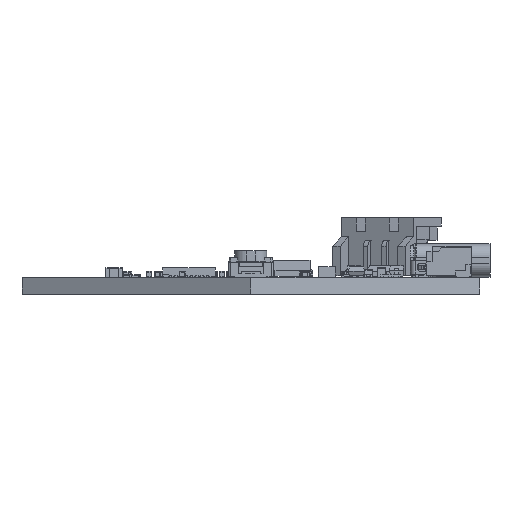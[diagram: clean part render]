
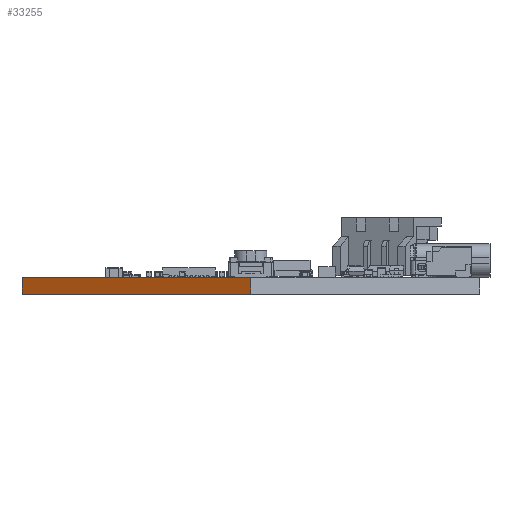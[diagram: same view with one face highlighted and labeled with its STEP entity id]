
A CAD part, left-side view. The second image highlights one B-rep face of the part: STEP entity #33255.
In plain terms, the highlighted planar face has unit normal (-0.866, 0.5, 0).
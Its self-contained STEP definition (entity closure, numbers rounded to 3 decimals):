
#220 = VECTOR ( 'NONE', #52496, 1000. ) ;
#1021 = EDGE_CURVE ( 'NONE', #65512, #62111, #16776, .T. ) ;
#3212 = EDGE_CURVE ( 'NONE', #65512, #22080, #78646, .T. ) ;
#3416 = VECTOR ( 'NONE', #64079, 1000. ) ;
#4840 = ORIENTED_EDGE ( 'NONE', *, *, #69314, .T. ) ;
#12979 = FACE_OUTER_BOUND ( 'NONE', #97698, .T. ) ;
#16776 = LINE ( 'NONE', #26406, #17290 ) ;
#17290 = VECTOR ( 'NONE', #77599, 1000. ) ;
#18273 = VERTEX_POINT ( 'NONE', #42045 ) ;
#18415 = CARTESIAN_POINT ( 'NONE',  ( -12.5, 21.651, 0. ) ) ;
#19699 = DIRECTION ( 'NONE',  ( 0., 0., -1. ) ) ;
#22080 = VERTEX_POINT ( 'NONE', #18415 ) ;
#23080 = CARTESIAN_POINT ( 'NONE',  ( -12.5, 21.651, 0. ) ) ;
#26406 = CARTESIAN_POINT ( 'NONE',  ( 0., 43.301, 0. ) ) ;
#33255 = ADVANCED_FACE ( 'NONE', ( #12979 ), #50123, .F. ) ;
#34613 = VECTOR ( 'NONE', #47724, 1000. ) ;
#35359 = EDGE_CURVE ( 'NONE', #62111, #18273, #101270, .T. ) ;
#42045 = CARTESIAN_POINT ( 'NONE',  ( -12.5, 21.651, 1.602 ) ) ;
#44391 = DIRECTION ( 'NONE',  ( 0.866, -0.5, 0. ) ) ;
#47724 = DIRECTION ( 'NONE',  ( -0.5, -0.866, 0. ) ) ;
#48229 = CARTESIAN_POINT ( 'NONE',  ( 0., 43.301, 0. ) ) ;
#50123 = PLANE ( 'NONE',  #98441 ) ;
#52496 = DIRECTION ( 'NONE',  ( 0., 0., 1. ) ) ;
#58866 = CARTESIAN_POINT ( 'NONE',  ( 0., 43.301, 0. ) ) ;
#62111 = VERTEX_POINT ( 'NONE', #71161 ) ;
#64079 = DIRECTION ( 'NONE',  ( -0.5, -0.866, 0. ) ) ;
#64100 = ORIENTED_EDGE ( 'NONE', *, *, #3212, .T. ) ;
#65512 = VERTEX_POINT ( 'NONE', #76554 ) ;
#69314 = EDGE_CURVE ( 'NONE', #22080, #18273, #85454, .T. ) ;
#71161 = CARTESIAN_POINT ( 'NONE',  ( 0., 43.301, 1.602 ) ) ;
#76554 = CARTESIAN_POINT ( 'NONE',  ( 0., 43.301, 0. ) ) ;
#77599 = DIRECTION ( 'NONE',  ( 0., 0., 1. ) ) ;
#78525 = CARTESIAN_POINT ( 'NONE',  ( 0., 43.301, 1.602 ) ) ;
#78646 = LINE ( 'NONE', #48229, #34613 ) ;
#85454 = LINE ( 'NONE', #23080, #220 ) ;
#95043 = ORIENTED_EDGE ( 'NONE', *, *, #35359, .F. ) ;
#97698 = EDGE_LOOP ( 'NONE', ( #64100, #4840, #95043, #99091 ) ) ;
#98441 = AXIS2_PLACEMENT_3D ( 'NONE', #58866, #44391, #19699 ) ;
#99091 = ORIENTED_EDGE ( 'NONE', *, *, #1021, .F. ) ;
#101270 = LINE ( 'NONE', #78525, #3416 ) ;
